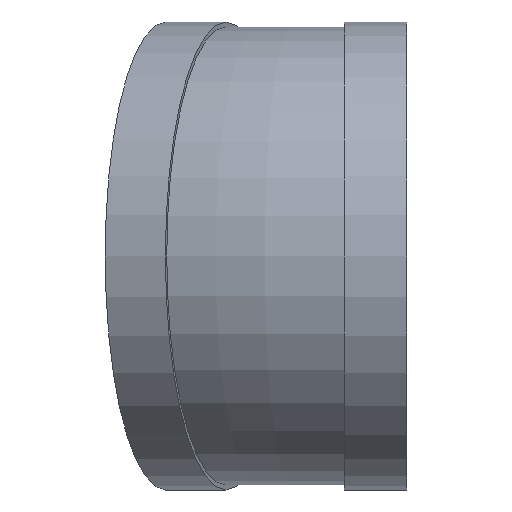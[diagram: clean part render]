
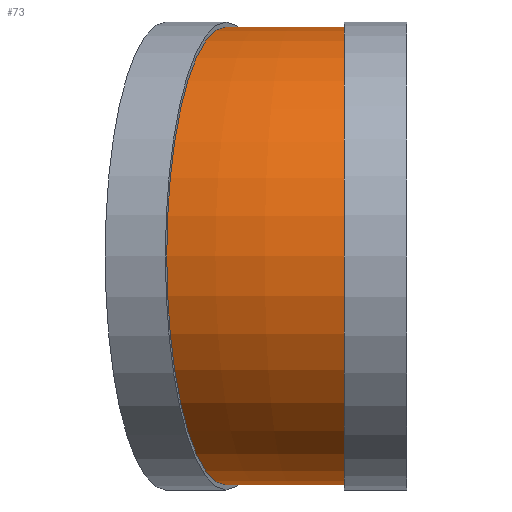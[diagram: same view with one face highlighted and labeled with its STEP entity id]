
A CAD part, left-side view. The second image highlights one B-rep face of the part: STEP entity #73.
In plain terms, the highlighted toroidal (fillet/blend) face has major radius 400 mm and minor radius 200 mm.
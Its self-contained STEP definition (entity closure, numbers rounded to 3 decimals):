
#73 = ADVANCED_FACE( '', ( #142, #143 ), #144, .T. );
#142 = FACE_OUTER_BOUND( '', #204, .T. );
#143 = FACE_OUTER_BOUND( '', #205, .T. );
#144 = TOROIDAL_SURFACE( '', #206, 400., 200. );
#204 = EDGE_LOOP( '', ( #268 ) );
#205 = EDGE_LOOP( '', ( #269 ) );
#206 = AXIS2_PLACEMENT_3D( '', #270, #271, #272 );
#268 = ORIENTED_EDGE( '', *, *, #316, .T. );
#269 = ORIENTED_EDGE( '', *, *, #300, .F. );
#270 = CARTESIAN_POINT( '', ( 400., 54.5, 0. ) );
#271 = DIRECTION( '', ( 0., 0., -1. ) );
#272 = DIRECTION( '', ( -1., 0., 0. ) );
#300 = EDGE_CURVE( '', #325, #325, #326, .T. );
#316 = EDGE_CURVE( '', #350, #350, #351, .T. );
#325 = VERTEX_POINT( '', #361 );
#326 = CIRCLE( '', #362, 200. );
#350 = VERTEX_POINT( '', #386 );
#351 = CIRCLE( '', #387, 200. );
#361 = CARTESIAN_POINT( '', ( 206.815, 106.264, 0. ) );
#362 = AXIS2_PLACEMENT_3D( '', #397, #398, #399 );
#386 = CARTESIAN_POINT( '', ( 200., 54.5, 0. ) );
#387 = AXIS2_PLACEMENT_3D( '', #424, #425, #426 );
#397 = CARTESIAN_POINT( '', ( 13.63, 158.028, 0. ) );
#398 = DIRECTION( '', ( 0.259, 0.966, 0. ) );
#399 = DIRECTION( '', ( 0.966, -0.259, 0. ) );
#424 = CARTESIAN_POINT( '', ( 0., 54.5, 0. ) );
#425 = DIRECTION( '', ( 0., 1., 0. ) );
#426 = DIRECTION( '', ( 1., 0., 0. ) );
